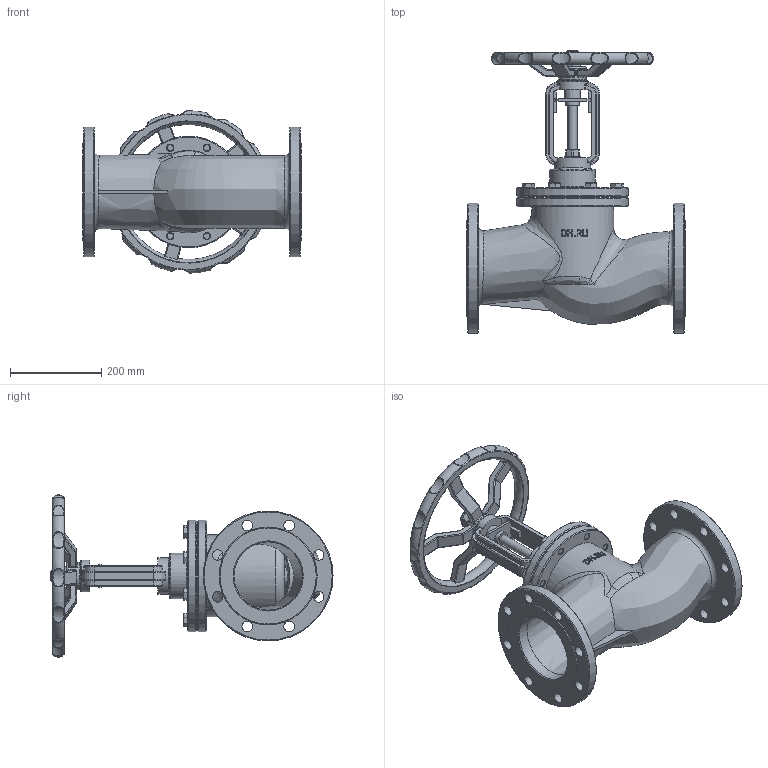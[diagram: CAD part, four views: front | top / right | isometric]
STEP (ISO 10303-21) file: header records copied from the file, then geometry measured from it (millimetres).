
FILE_DESCRIPTION(/* description */ (''),/* implementation_level */ '2;1');
FILE_NAME(/* name */ 'DN150_3D_STEP.stp',/* time_stamp */ '2024-03-02T15:27:40+03:00',/* author */ ('igorr'),/* organization */ (''),/* preprocessor_version */ 'ST-DEVELOPER v19.2',/* originating_system */ 'Autodesk Inventor 2023',/* authorisation */ '');
FILE_SCHEMA (('AUTOMOTIVE_DESIGN { 1 0 10303 214 3 1 1 }'));
Length unit declared in the file: millimetre
Products named in the file (5): Сборка; Деталь1; Деталь2; AS 1110 - M16 x 40; ANSI B18.2.4.2M - M24x3
Assembly tree (11 placements, depth 2):
  Сборка
    Деталь1
    Деталь2
    AS 1110 - M16 x 40  x8
    ANSI B18.2.4.2M - M24x3
Bounding box: 480 x 619.25 x 356.18 mm (x, y, z)
Volume: 11787402.5 mm3; surface area: 1202447.7 mm2
Topology: 11 solids, 11 shells, 901 faces, 2116 edges, 1259 vertices
Faces by surface type: plane 276, cylinder 223, torus 131, bspline 122, cone 77, sphere 72
Full cylindrical faces by diameter (mm): 16 x24, 20 x1, 20.752 x1, 23 x16, 24 x8, 25 x1, 30 x1, 32.5 x1, 35 x2, 60 x1, 63.693 x1, 80 x1, 100 x1, 120 x1, 150 x2, 180 x1, 245 x2, 285 x2
Entity records: 29825 total; most frequent: CARTESIAN_POINT 12115, DIRECTION 3531, ORIENTED_EDGE 3514, EDGE_CURVE 1757, AXIS2_PLACEMENT_3D 1499, VERTEX_POINT 1049, CIRCLE 863, EDGE_LOOP 838
